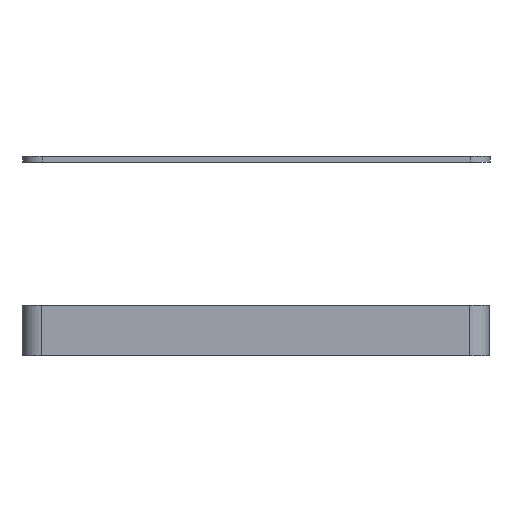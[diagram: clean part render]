
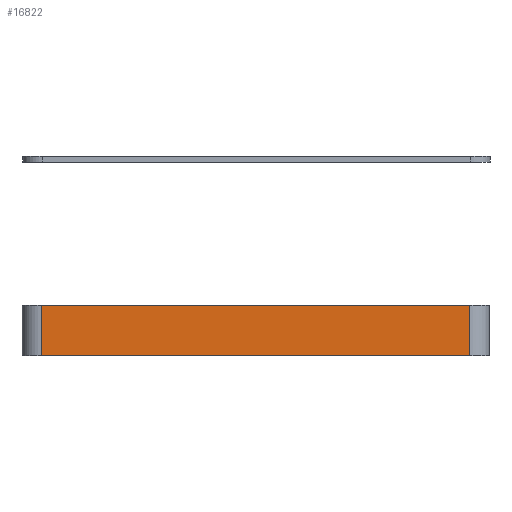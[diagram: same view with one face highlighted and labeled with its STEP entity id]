
A CAD part, front view. The second image highlights one B-rep face of the part: STEP entity #16822.
In plain terms, the highlighted planar face has unit normal (0, -1, 0).
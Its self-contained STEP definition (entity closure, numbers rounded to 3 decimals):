
#446=PLANE('',#17122);
#1259=FACE_OUTER_BOUND('',#2181,.T.);
#2181=EDGE_LOOP('',(#14483,#14484,#14485,#14486));
#3250=LINE('',#34285,#4426);
#3256=LINE('',#34310,#4432);
#3257=LINE('',#34313,#4433);
#3258=LINE('',#34314,#4434);
#4426=VECTOR('',#18501,10.);
#4432=VECTOR('',#18527,10.);
#4433=VECTOR('',#18530,10.);
#4434=VECTOR('',#18531,10.);
#7399=VERTEX_POINT('',#34282);
#7400=VERTEX_POINT('',#34284);
#7409=VERTEX_POINT('',#34308);
#7410=VERTEX_POINT('',#34312);
#9814=EDGE_CURVE('',#7399,#7400,#3250,.T.);
#9827=EDGE_CURVE('',#7409,#7399,#3256,.T.);
#9828=EDGE_CURVE('',#7410,#7409,#3257,.T.);
#9829=EDGE_CURVE('',#7400,#7410,#3258,.T.);
#14483=ORIENTED_EDGE('',*,*,#9827,.F.);
#14484=ORIENTED_EDGE('',*,*,#9828,.F.);
#14485=ORIENTED_EDGE('',*,*,#9829,.F.);
#14486=ORIENTED_EDGE('',*,*,#9814,.F.);
#16822=ADVANCED_FACE('',(#1259),#446,.T.);
#17122=AXIS2_PLACEMENT_3D('',#34311,#18528,#18529);
#18501=DIRECTION('',(1.,0.,0.));
#18527=DIRECTION('',(0.,0.,1.));
#18528=DIRECTION('center_axis',(0.,-1.,0.));
#18529=DIRECTION('ref_axis',(1.,0.,0.));
#18530=DIRECTION('',(-1.,0.,0.));
#18531=DIRECTION('',(0.,0.,-1.));
#34282=CARTESIAN_POINT('',(-68.435,-22.221,13.));
#34284=CARTESIAN_POINT('',(41.565,-22.221,13.));
#34285=CARTESIAN_POINT('',(46.565,-22.221,13.));
#34308=CARTESIAN_POINT('',(-68.435,-22.221,0.));
#34310=CARTESIAN_POINT('',(-68.435,-22.221,0.));
#34311=CARTESIAN_POINT('Origin',(-73.435,-22.221,0.));
#34312=CARTESIAN_POINT('',(41.565,-22.221,0.));
#34313=CARTESIAN_POINT('',(46.565,-22.221,0.));
#34314=CARTESIAN_POINT('',(41.565,-22.221,0.));
